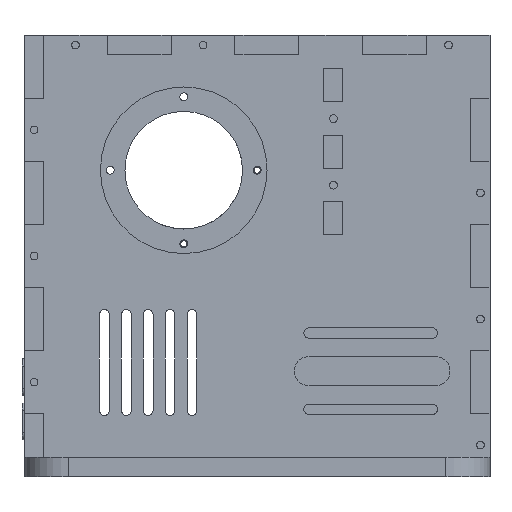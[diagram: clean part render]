
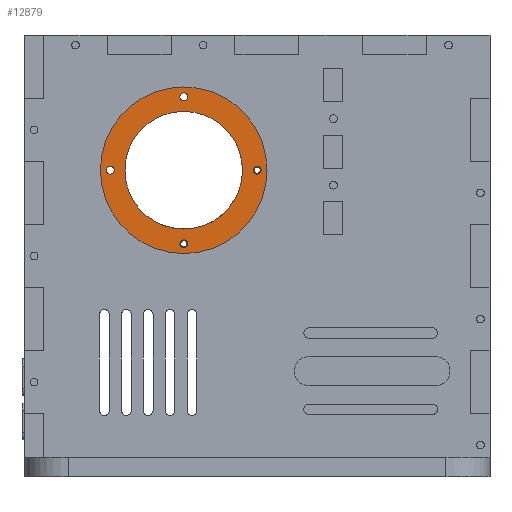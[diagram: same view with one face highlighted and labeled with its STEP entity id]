
A CAD part, front view. The second image highlights one B-rep face of the part: STEP entity #12879.
In plain terms, the highlighted planar face has unit normal (0, -1, 0).
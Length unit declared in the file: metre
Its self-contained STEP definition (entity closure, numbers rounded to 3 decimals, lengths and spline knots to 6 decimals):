
#100=CIRCLE('',#13727,0.0016);
#102=CIRCLE('',#13730,0.0016);
#104=CIRCLE('',#13733,0.0016);
#106=CIRCLE('',#13736,0.0016);
#108=CIRCLE('',#13739,0.024);
#110=CIRCLE('',#13742,0.034);
#845=ORIENTED_EDGE('',*,*,#4358,.F.);
#846=ORIENTED_EDGE('',*,*,#4356,.F.);
#847=ORIENTED_EDGE('',*,*,#4354,.F.);
#848=ORIENTED_EDGE('',*,*,#4352,.F.);
#849=ORIENTED_EDGE('',*,*,#4350,.F.);
#850=ORIENTED_EDGE('',*,*,#4360,.T.);
#4350=EDGE_CURVE('',#6138,#6138,#100,.F.);
#4352=EDGE_CURVE('',#6140,#6140,#102,.F.);
#4354=EDGE_CURVE('',#6142,#6142,#104,.F.);
#4356=EDGE_CURVE('',#6144,#6144,#106,.F.);
#4358=EDGE_CURVE('',#6146,#6146,#108,.T.);
#4360=EDGE_CURVE('',#6148,#6148,#110,.T.);
#6138=VERTEX_POINT('',#18446);
#6140=VERTEX_POINT('',#18451);
#6142=VERTEX_POINT('',#18456);
#6144=VERTEX_POINT('',#18461);
#6146=VERTEX_POINT('',#18466);
#6148=VERTEX_POINT('',#18471);
#10405=EDGE_LOOP('',(#845));
#10406=EDGE_LOOP('',(#846));
#10407=EDGE_LOOP('',(#847));
#10408=EDGE_LOOP('',(#848));
#10409=EDGE_LOOP('',(#849));
#10410=EDGE_LOOP('',(#850));
#11410=FACE_BOUND('',#10405,.T.);
#11411=FACE_BOUND('',#10406,.T.);
#11412=FACE_BOUND('',#10407,.T.);
#11413=FACE_BOUND('',#10408,.T.);
#11414=FACE_BOUND('',#10409,.T.);
#11415=FACE_BOUND('',#10410,.T.);
#12348=PLANE('',#13744);
#12879=ADVANCED_FACE('',(#11410,#11411,#11412,#11413,#11414,#11415),#12348,
 .T.);
#13727=AXIS2_PLACEMENT_3D('',#18445,#14942,#14943);
#13730=AXIS2_PLACEMENT_3D('',#18450,#14948,#14949);
#13733=AXIS2_PLACEMENT_3D('',#18455,#14954,#14955);
#13736=AXIS2_PLACEMENT_3D('',#18460,#14960,#14961);
#13739=AXIS2_PLACEMENT_3D('',#18465,#14966,#14967);
#13742=AXIS2_PLACEMENT_3D('',#18470,#14972,#14973);
#13744=AXIS2_PLACEMENT_3D('',#18474,#14976,#14977);
#14942=DIRECTION('',(0.,1.,0.));
#14943=DIRECTION('',(0.,0.,1.));
#14948=DIRECTION('',(0.,1.,0.));
#14949=DIRECTION('',(0.,0.,1.));
#14954=DIRECTION('',(0.,1.,0.));
#14955=DIRECTION('',(0.,0.,1.));
#14960=DIRECTION('',(0.,1.,0.));
#14961=DIRECTION('',(0.,0.,1.));
#14966=DIRECTION('',(0.,-1.,0.));
#14967=DIRECTION('',(0.,0.,-1.));
#14972=DIRECTION('',(0.,-1.,0.));
#14973=DIRECTION('',(0.,0.,-1.));
#14976=DIRECTION('',(0.,-1.,0.));
#14977=DIRECTION('',(1.,0.,0.));
#18445=CARTESIAN_POINT('',(0.023451,-0.064271,0.155));
#18446=CARTESIAN_POINT('',(0.023451,-0.064271,0.1566));
#18450=CARTESIAN_POINT('',(-0.006549,-0.064271,0.125));
#18451=CARTESIAN_POINT('',(-0.006549,-0.064271,0.1266));
#18455=CARTESIAN_POINT('',(0.023451,-0.064271,0.095));
#18456=CARTESIAN_POINT('',(0.023451,-0.064271,0.0966));
#18460=CARTESIAN_POINT('',(0.053451,-0.064271,0.125));
#18461=CARTESIAN_POINT('',(0.053451,-0.064271,0.1266));
#18465=CARTESIAN_POINT('',(0.023451,-0.064271,0.125));
#18466=CARTESIAN_POINT('',(0.023451,-0.064271,0.101));
#18470=CARTESIAN_POINT('',(0.023451,-0.064271,0.125));
#18471=CARTESIAN_POINT('',(0.023451,-0.064271,0.091));
#18474=CARTESIAN_POINT('',(0.053451,-0.064271,0.09));
